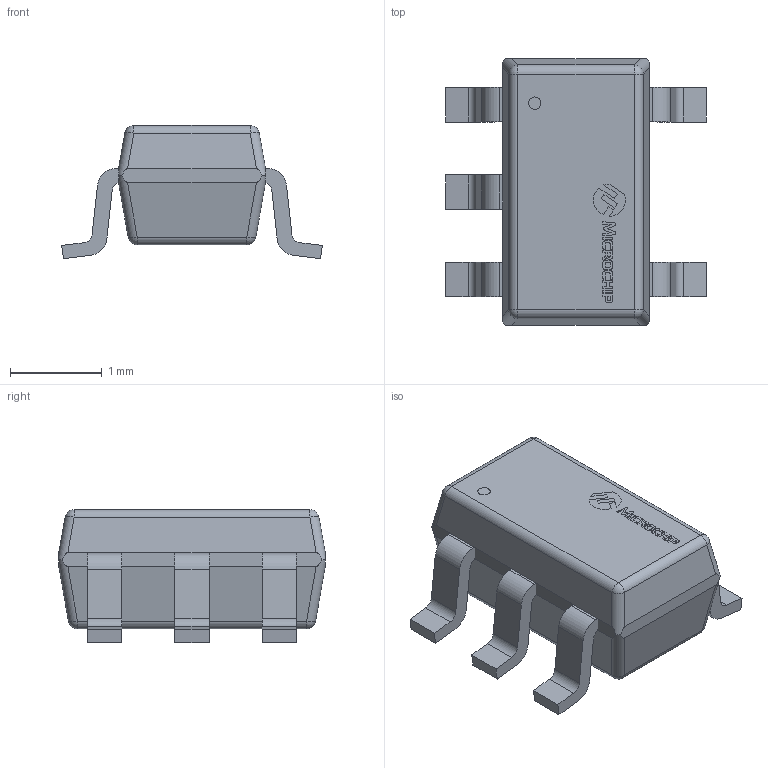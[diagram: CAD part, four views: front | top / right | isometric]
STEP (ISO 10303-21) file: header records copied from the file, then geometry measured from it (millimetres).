
FILE_DESCRIPTION(/* description */ (''),/* implementation_level */ '2;1');
FILE_NAME(/* name */ '1.stp',/* time_stamp */ '2019-10-16T08:57:09+02:00',/* author */ ('Karem'),/* organization */ (''),/* preprocessor_version */ 'ST-DEVELOPER v15.6',/* originating_system */ 'Autodesk Inventor 2015',/* authorisation */ '');
FILE_SCHEMA (('AUTOMOTIVE_DESIGN { 1 0 10303 214 3 1 1 }'));
Products named in the file (5): 1; 2; Microchip logo; Microship Logo x0.4
Bounding box: 2.84 x 2.9 x 1.45 mm (x, y, z)
Volume: 6.1 mm3; surface area: 29.9 mm2
Topology: 15 solids, 15 shells, 242 faces, 612 edges, 400 vertices
Faces by surface type: plane 158, cylinder 40, bspline 36, sphere 8
Full cylindrical faces by diameter (mm): 0.134 x1
Entity records: 7712 total; most frequent: CARTESIAN_POINT 1730, ORIENTED_EDGE 1222, DIRECTION 1061, EDGE_CURVE 611, LINE 447, VECTOR 447, VERTEX_POINT 400, AXIS2_PLACEMENT_3D 307
